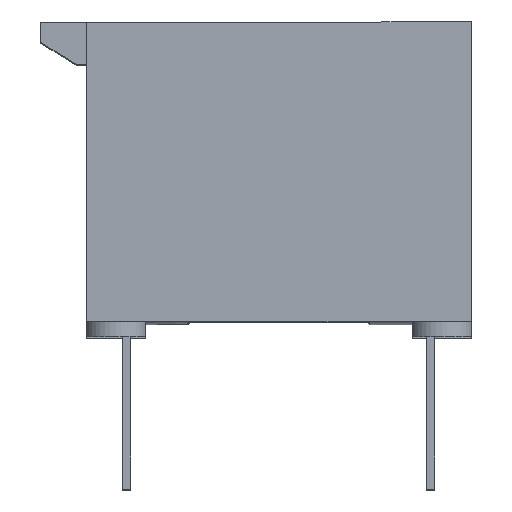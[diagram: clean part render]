
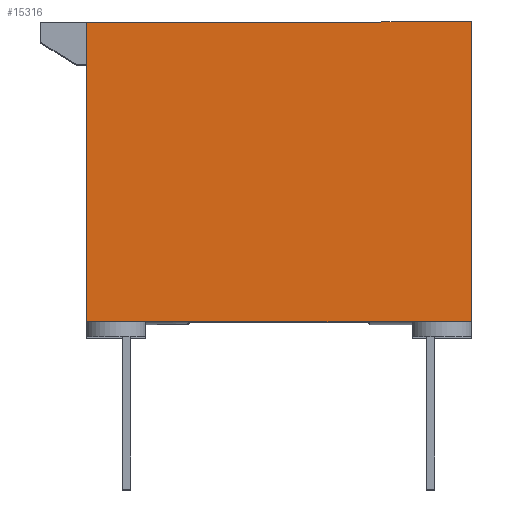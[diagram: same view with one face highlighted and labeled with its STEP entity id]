
A CAD part, top view. The second image highlights one B-rep face of the part: STEP entity #15316.
In plain terms, the highlighted planar face has unit normal (0, 0, 1).
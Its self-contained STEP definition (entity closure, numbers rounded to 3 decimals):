
#414 = VERTEX_POINT ( 'NONE', #8065 ) ;
#471 = DIRECTION ( 'NONE',  ( 1., 0., 0. ) ) ;
#1619 = VERTEX_POINT ( 'NONE', #13809 ) ;
#2161 = PLANE ( 'NONE',  #20036 ) ;
#2199 = CARTESIAN_POINT ( 'NONE',  ( -4.407, 0., 0. ) ) ;
#3010 = EDGE_LOOP ( 'NONE', ( #11259, #4557, #13734, #12576, #6279 ) ) ;
#3104 = VERTEX_POINT ( 'NONE', #13335 ) ;
#3125 = LINE ( 'NONE', #16342, #6824 ) ;
#3914 = EDGE_CURVE ( 'NONE', #17126, #414, #16691, .T. ) ;
#4421 = VERTEX_POINT ( 'NONE', #4580 ) ;
#4557 = ORIENTED_EDGE ( 'NONE', *, *, #6659, .T. ) ;
#4580 = CARTESIAN_POINT ( 'NONE',  ( -4.89, 7.518, 0. ) ) ;
#4820 = CARTESIAN_POINT ( 'NONE',  ( -4.153, 0., 0. ) ) ;
#5383 = LINE ( 'NONE', #18343, #9019 ) ;
#6279 = ORIENTED_EDGE ( 'NONE', *, *, #11954, .T. ) ;
#6634 = LINE ( 'NONE', #11348, #15647 ) ;
#6659 = EDGE_CURVE ( 'NONE', #4421, #3104, #3125, .T. ) ;
#6824 = VECTOR ( 'NONE', #19516, 1000. ) ;
#8065 = CARTESIAN_POINT ( 'NONE',  ( 4.763, 0., 0. ) ) ;
#8214 = DIRECTION ( 'NONE',  ( 0., 1., 0. ) ) ;
#8543 = DIRECTION ( 'NONE',  ( 0., 0., -1. ) ) ;
#9019 = VECTOR ( 'NONE', #471, 1000. ) ;
#10111 = CARTESIAN_POINT ( 'NONE',  ( -4.889, 0., 0. ) ) ;
#10988 = CARTESIAN_POINT ( 'NONE',  ( 4.763, 7.518, 0. ) ) ;
#11236 = VECTOR ( 'NONE', #20085, 1000. ) ;
#11259 = ORIENTED_EDGE ( 'NONE', *, *, #20669, .T. ) ;
#11348 = CARTESIAN_POINT ( 'NONE',  ( 4.763, 0., 0. ) ) ;
#11954 = EDGE_CURVE ( 'NONE', #414, #1619, #6634, .T. ) ;
#12576 = ORIENTED_EDGE ( 'NONE', *, *, #3914, .T. ) ;
#13335 = CARTESIAN_POINT ( 'NONE',  ( -4.889, 0., 0. ) ) ;
#13734 = ORIENTED_EDGE ( 'NONE', *, *, #17731, .T. ) ;
#13809 = CARTESIAN_POINT ( 'NONE',  ( 4.763, 7.518, 0. ) ) ;
#14967 = DIRECTION ( 'NONE',  ( -1., 0., 0. ) ) ;
#15271 = FACE_OUTER_BOUND ( 'NONE', #3010, .T. ) ;
#15316 = ADVANCED_FACE ( 'NONE', ( #15271 ), #2161, .F. ) ;
#15647 = VECTOR ( 'NONE', #8214, 1000. ) ;
#16342 = CARTESIAN_POINT ( 'NONE',  ( -4.889, 0., 0. ) ) ;
#16691 = LINE ( 'NONE', #2199, #11236 ) ;
#17126 = VERTEX_POINT ( 'NONE', #4820 ) ;
#17338 = LINE ( 'NONE', #10988, #19519 ) ;
#17438 = DIRECTION ( 'NONE',  ( -1., 0., 0. ) ) ;
#17731 = EDGE_CURVE ( 'NONE', #3104, #17126, #5383, .T. ) ;
#18343 = CARTESIAN_POINT ( 'NONE',  ( -4.407, 0., 0. ) ) ;
#19516 = DIRECTION ( 'NONE',  ( 0., -1., 0. ) ) ;
#19519 = VECTOR ( 'NONE', #17438, 1000. ) ;
#20036 = AXIS2_PLACEMENT_3D ( 'NONE', #10111, #8543, #14967 ) ;
#20085 = DIRECTION ( 'NONE',  ( 1., 0., 0. ) ) ;
#20669 = EDGE_CURVE ( 'NONE', #1619, #4421, #17338, .T. ) ;
